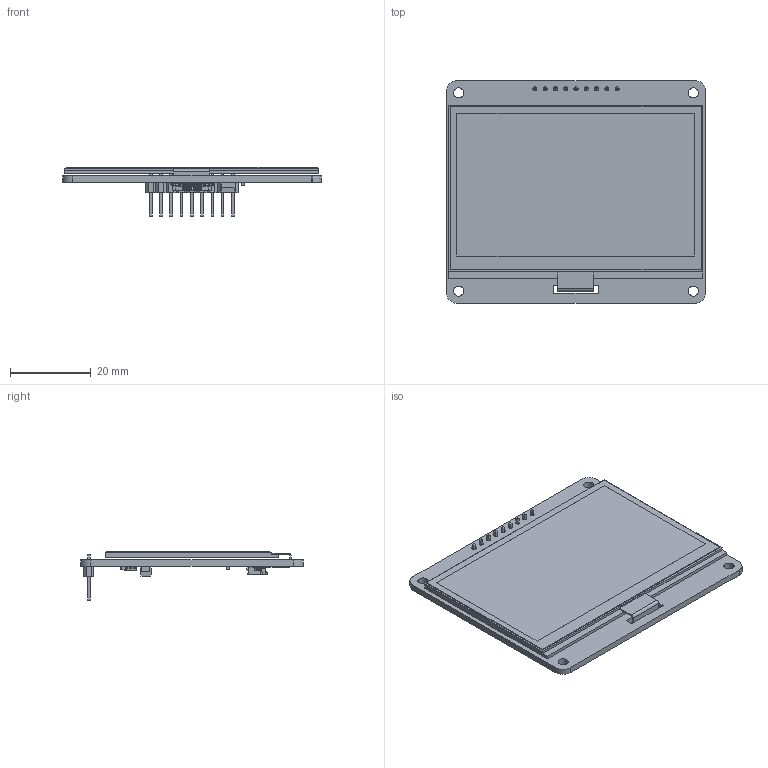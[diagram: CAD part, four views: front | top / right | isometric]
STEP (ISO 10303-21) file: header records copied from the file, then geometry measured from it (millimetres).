
FILE_DESCRIPTION(/* description */ (''),/* implementation_level */ '2;1');
FILE_NAME(/* name */ '2_7-Sharp-Memory-Diplay v11.step',/* time_stamp */ '2022-01-14T23:50:16+01:00',/* author */ (''),/* organization */ (''),/* preprocessor_version */ 'ST-DEVELOPER v18.1',/* originating_system */ 'Autodesk Translation Framework v10.10.0.1391',/* authorisation */ '');
FILE_SCHEMA (('AUTOMOTIVE_DESIGN { 1 0 10303 214 3 1 1 }'));
Length unit declared in the file: millimetre
Products named in the file (13): 2_7-Sharp-Memory-Diplay; Board; Packages; LASKKIT_20MM_SILKSCREEN; 1X09; C0603; L3225M; DISPLAY_SHARP_2.7IN; Glass; Active area; Flat cable; 528921033 v1; XC9140A501MR-G_0
Assembly tree (16 placements, depth 4):
  2_7-Sharp-Memory-Diplay
    Board
    Packages
      LASKKIT_20MM_SILKSCREEN  x2
      1X09
      C0603  x4
      L3225M
      DISPLAY_SHARP_2.7IN
        Glass
        Active area
        Flat cable
        528921033 v1
      XC9140A501MR-G_0
Bounding box: 64 x 55 x 12.28 mm (x, y, z)
Volume: 10041.3 mm3; surface area: 18393.5 mm2
Topology: 12 solids, 12 shells, 1051 faces, 2872 edges, 1874 vertices
Faces by surface type: plane 911, cylinder 140
Full cylindrical faces by diameter (mm): 0.3 x1, 0.4 x2, 0.5 x2, 1.016 x9, 2.5 x4
Entity records: 32248 total; most frequent: CARTESIAN_POINT 5695, ORIENTED_EDGE 5528, DIRECTION 5130, EDGE_CURVE 2764, LINE 2456, VECTOR 2456, VERTEX_POINT 1802, AXIS2_PLACEMENT_3D 1337
